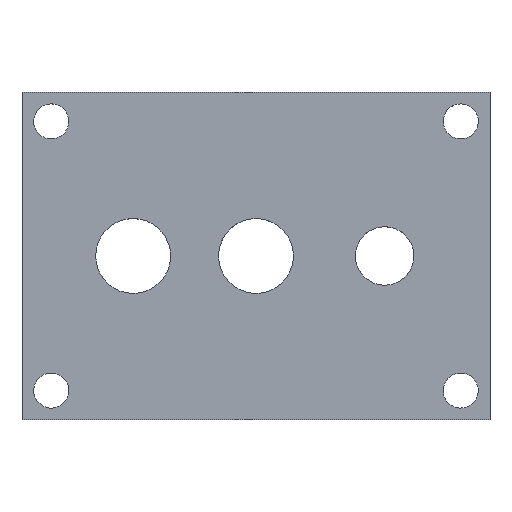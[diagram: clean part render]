
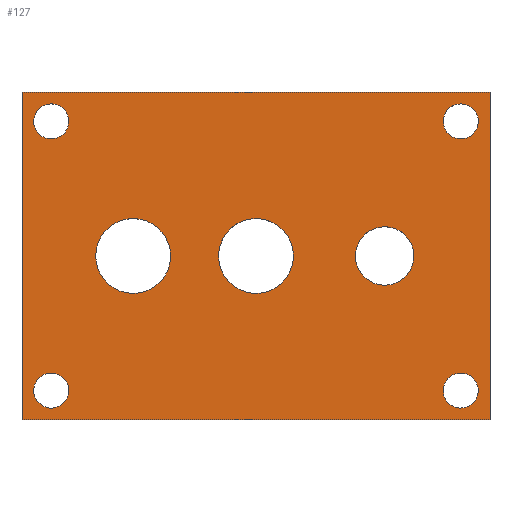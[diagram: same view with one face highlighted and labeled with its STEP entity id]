
A CAD part, top view. The second image highlights one B-rep face of the part: STEP entity #127.
In plain terms, the highlighted planar face has unit normal (0, 0, 1).
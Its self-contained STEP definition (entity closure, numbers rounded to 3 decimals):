
#127=ADVANCED_FACE('',(#255,#256,#257,#258,#259,#260,#261,#262),#263,.T.);
#255=FACE_OUTER_BOUND('',#408,.T.);
#256=FACE_BOUND('',#409,.T.);
#257=FACE_BOUND('',#410,.T.);
#258=FACE_BOUND('',#411,.T.);
#259=FACE_BOUND('',#412,.T.);
#260=FACE_BOUND('',#413,.T.);
#261=FACE_BOUND('',#414,.T.);
#262=FACE_BOUND('',#415,.T.);
#263=PLANE('',#416);
#408=EDGE_LOOP('',(#613,#614,#615,#616));
#409=EDGE_LOOP('',(#617,#618));
#410=EDGE_LOOP('',(#619,#620));
#411=EDGE_LOOP('',(#621,#622));
#412=EDGE_LOOP('',(#623,#624));
#413=EDGE_LOOP('',(#625,#626));
#414=EDGE_LOOP('',(#627,#628));
#415=EDGE_LOOP('',(#629,#630));
#416=AXIS2_PLACEMENT_3D('',#631,#632,#633);
#613=ORIENTED_EDGE('',*,*,#729,.F.);
#614=ORIENTED_EDGE('',*,*,#714,.F.);
#615=ORIENTED_EDGE('',*,*,#727,.F.);
#616=ORIENTED_EDGE('',*,*,#680,.F.);
#617=ORIENTED_EDGE('',*,*,#712,.F.);
#618=ORIENTED_EDGE('',*,*,#690,.F.);
#619=ORIENTED_EDGE('',*,*,#709,.F.);
#620=ORIENTED_EDGE('',*,*,#723,.F.);
#621=ORIENTED_EDGE('',*,*,#696,.F.);
#622=ORIENTED_EDGE('',*,*,#694,.F.);
#623=ORIENTED_EDGE('',*,*,#725,.F.);
#624=ORIENTED_EDGE('',*,*,#704,.F.);
#625=ORIENTED_EDGE('',*,*,#731,.F.);
#626=ORIENTED_EDGE('',*,*,#686,.F.);
#627=ORIENTED_EDGE('',*,*,#706,.F.);
#628=ORIENTED_EDGE('',*,*,#700,.F.);
#629=ORIENTED_EDGE('',*,*,#719,.F.);
#630=ORIENTED_EDGE('',*,*,#732,.F.);
#631=CARTESIAN_POINT('',(13.0,0.0,2.0));
#632=DIRECTION('',(0.0,0.0,1.0));
#633=DIRECTION('',(1.0,0.0,0.0));
#680=EDGE_CURVE('',#737,#738,#739,.T.);
#686=EDGE_CURVE('',#745,#743,#747,.T.);
#690=EDGE_CURVE('',#751,#749,#753,.T.);
#694=EDGE_CURVE('',#757,#755,#759,.T.);
#696=EDGE_CURVE('',#755,#757,#761,.T.);
#700=EDGE_CURVE('',#765,#763,#767,.T.);
#704=EDGE_CURVE('',#771,#769,#773,.T.);
#706=EDGE_CURVE('',#763,#765,#775,.T.);
#709=EDGE_CURVE('',#777,#779,#780,.T.);
#712=EDGE_CURVE('',#749,#751,#783,.T.);
#714=EDGE_CURVE('',#785,#786,#787,.T.);
#719=EDGE_CURVE('',#791,#793,#794,.T.);
#723=EDGE_CURVE('',#779,#777,#798,.T.);
#725=EDGE_CURVE('',#769,#771,#800,.T.);
#727=EDGE_CURVE('',#738,#785,#802,.T.);
#729=EDGE_CURVE('',#786,#737,#804,.T.);
#731=EDGE_CURVE('',#743,#745,#806,.T.);
#732=EDGE_CURVE('',#793,#791,#807,.T.);
#737=VERTEX_POINT('',#812);
#738=VERTEX_POINT('',#813);
#739=LINE('',#814,#815);
#743=VERTEX_POINT('',#821);
#745=VERTEX_POINT('',#824);
#747=CIRCLE('',#827,1.5);
#749=VERTEX_POINT('',#829);
#751=VERTEX_POINT('',#832);
#753=CIRCLE('',#835,3.2);
#755=VERTEX_POINT('',#837);
#757=VERTEX_POINT('',#840);
#759=CIRCLE('',#843,2.5);
#761=CIRCLE('',#845,2.5);
#763=VERTEX_POINT('',#847);
#765=VERTEX_POINT('',#850);
#767=CIRCLE('',#853,1.5);
#769=VERTEX_POINT('',#855);
#771=VERTEX_POINT('',#858);
#773=CIRCLE('',#861,1.5);
#775=CIRCLE('',#863,1.5);
#777=VERTEX_POINT('',#865);
#779=VERTEX_POINT('',#868);
#780=CIRCLE('',#869,3.2);
#783=CIRCLE('',#873,3.2);
#785=VERTEX_POINT('',#875);
#786=VERTEX_POINT('',#876);
#787=LINE('',#877,#878);
#791=VERTEX_POINT('',#884);
#793=VERTEX_POINT('',#887);
#794=CIRCLE('',#888,1.5);
#798=CIRCLE('',#893,3.2);
#800=CIRCLE('',#895,1.5);
#802=LINE('',#897,#898);
#804=LINE('',#900,#901);
#806=CIRCLE('',#903,1.5);
#807=CIRCLE('',#904,1.5);
#812=CARTESIAN_POINT('',(53.0,28.0,2.0));
#813=CARTESIAN_POINT('',(53.0,0.0,2.0));
#814=CARTESIAN_POINT('',(53.0,0.0,2.0));
#815=VECTOR('',#908,1.0);
#821=CARTESIAN_POINT('',(49.711,24.224,2.0));
#824=CARTESIAN_POINT('',(51.289,26.776,2.0));
#827=AXIS2_PLACEMENT_3D('',#913,#914,#915);
#829=CARTESIAN_POINT('',(34.25,11.054,2.0));
#832=CARTESIAN_POINT('',(31.75,16.946,2.0));
#835=AXIS2_PLACEMENT_3D('',#918,#919,#920);
#837=CARTESIAN_POINT('',(44.451,11.541,2.0));
#840=CARTESIAN_POINT('',(43.549,16.459,2.0));
#843=AXIS2_PLACEMENT_3D('',#923,#924,#925);
#845=AXIS2_PLACEMENT_3D('',#926,#927,#928);
#847=CARTESIAN_POINT('',(16.862,1.872,2.0));
#850=CARTESIAN_POINT('',(14.138,3.128,2.0));
#853=AXIS2_PLACEMENT_3D('',#931,#932,#933);
#855=CARTESIAN_POINT('',(16.827,24.801,2.0));
#858=CARTESIAN_POINT('',(14.173,26.199,2.0));
#861=AXIS2_PLACEMENT_3D('',#936,#937,#938);
#863=AXIS2_PLACEMENT_3D('',#939,#940,#941);
#865=CARTESIAN_POINT('',(24.071,11.212,2.0));
#868=CARTESIAN_POINT('',(20.929,16.788,2.0));
#869=AXIS2_PLACEMENT_3D('',#943,#944,#945);
#873=AXIS2_PLACEMENT_3D('',#947,#948,#949);
#875=CARTESIAN_POINT('',(13.0,0.0,2.0));
#876=CARTESIAN_POINT('',(13.0,28.0,2.0));
#877=CARTESIAN_POINT('',(13.0,0.0,2.0));
#878=VECTOR('',#950,1.0);
#884=CARTESIAN_POINT('',(49.04,2.842,2.0));
#887=CARTESIAN_POINT('',(51.96,2.158,2.0));
#888=AXIS2_PLACEMENT_3D('',#954,#955,#956);
#893=AXIS2_PLACEMENT_3D('',#958,#959,#960);
#895=AXIS2_PLACEMENT_3D('',#961,#962,#963);
#897=CARTESIAN_POINT('',(13.0,0.0,2.0));
#898=VECTOR('',#964,1.0);
#900=CARTESIAN_POINT('',(53.0,28.0,2.0));
#901=VECTOR('',#965,1.0);
#903=AXIS2_PLACEMENT_3D('',#966,#967,#968);
#904=AXIS2_PLACEMENT_3D('',#969,#970,#971);
#908=DIRECTION('',(-0.0,-1.0,-0.0));
#913=CARTESIAN_POINT('',(50.5,25.5,2.0));
#914=DIRECTION('',(0.0,0.0,1.0));
#915=DIRECTION('',(-0.526,-0.851,0.0));
#918=CARTESIAN_POINT('',(33.0,14.0,2.0));
#919=DIRECTION('',(0.0,0.0,1.0));
#920=DIRECTION('',(0.391,-0.921,0.0));
#923=CARTESIAN_POINT('',(44.0,14.0,2.0));
#924=DIRECTION('',(0.0,0.0,1.0));
#925=DIRECTION('',(0.18,-0.984,0.0));
#926=CARTESIAN_POINT('',(44.0,14.0,2.0));
#927=DIRECTION('',(0.0,0.0,1.0));
#928=DIRECTION('',(0.18,-0.984,0.0));
#931=CARTESIAN_POINT('',(15.5,2.5,2.0));
#932=DIRECTION('',(0.0,0.0,1.0));
#933=DIRECTION('',(0.908,-0.419,0.0));
#936=CARTESIAN_POINT('',(15.5,25.5,2.0));
#937=DIRECTION('',(0.0,0.0,1.0));
#938=DIRECTION('',(0.885,-0.466,0.0));
#939=CARTESIAN_POINT('',(15.5,2.5,2.0));
#940=DIRECTION('',(0.0,0.0,1.0));
#941=DIRECTION('',(0.908,-0.419,0.0));
#943=CARTESIAN_POINT('',(22.5,14.0,2.0));
#944=DIRECTION('',(0.0,0.0,1.0));
#945=DIRECTION('',(0.491,-0.871,0.0));
#947=CARTESIAN_POINT('',(33.0,14.0,2.0));
#948=DIRECTION('',(0.0,0.0,1.0));
#949=DIRECTION('',(0.391,-0.921,0.0));
#950=DIRECTION('',(0.0,1.0,0.0));
#954=CARTESIAN_POINT('',(50.5,2.5,2.0));
#955=DIRECTION('',(0.0,0.0,1.0));
#956=DIRECTION('',(-0.974,0.228,0.0));
#958=CARTESIAN_POINT('',(22.5,14.0,2.0));
#959=DIRECTION('',(0.0,0.0,1.0));
#960=DIRECTION('',(0.491,-0.871,0.0));
#961=CARTESIAN_POINT('',(15.5,25.5,2.0));
#962=DIRECTION('',(0.0,0.0,1.0));
#963=DIRECTION('',(0.885,-0.466,0.0));
#964=DIRECTION('',(-1.0,-0.0,-0.0));
#965=DIRECTION('',(1.0,0.0,0.0));
#966=CARTESIAN_POINT('',(50.5,25.5,2.0));
#967=DIRECTION('',(0.0,0.0,1.0));
#968=DIRECTION('',(-0.526,-0.851,0.0));
#969=CARTESIAN_POINT('',(50.5,2.5,2.0));
#970=DIRECTION('',(0.0,0.0,1.0));
#971=DIRECTION('',(-0.974,0.228,0.0));
